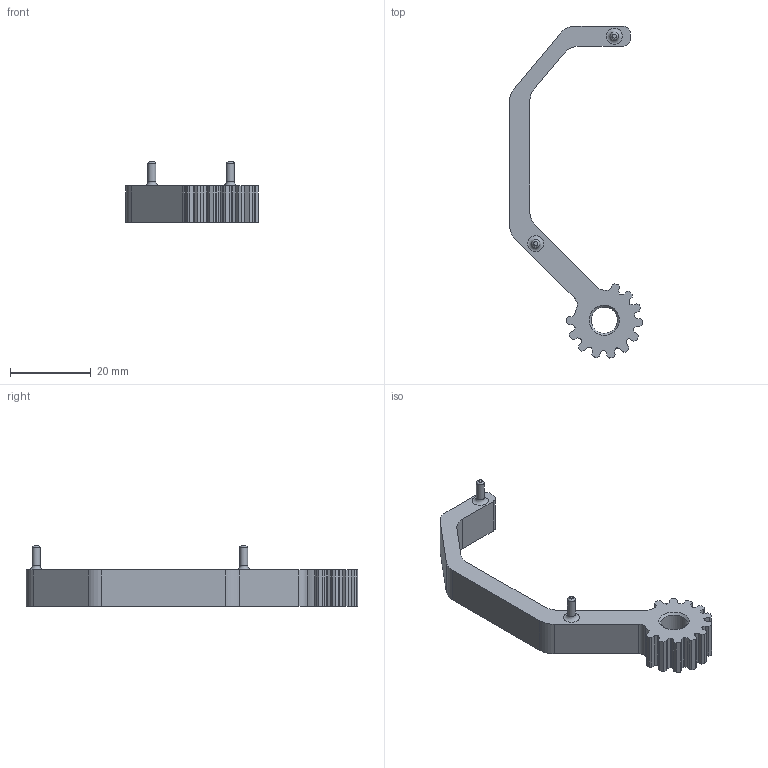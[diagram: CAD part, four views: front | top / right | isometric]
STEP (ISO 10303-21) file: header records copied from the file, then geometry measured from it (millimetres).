
FILE_DESCRIPTION(/* description */ (''),/* implementation_level */ '2;1');
FILE_NAME(/* name */ 'Gripper_Left.stp',/* time_stamp */ '2023-04-16T23:54:02-04:00',/* author */ (''),/* organization */ (''),/* preprocessor_version */ 'ST-DEVELOPER v18.102',/* originating_system */ 'SIEMENS PLM Software NX2206.6002',/* authorisation */ '');
FILE_SCHEMA (('AUTOMOTIVE_DESIGN { 1 0 10303 214 3 1 1 1 }'));
Length unit declared in the file: millimetre
Products named in the file (1): Gripper_Left
Bounding box: 32.94 x 82.36 x 15 mm (x, y, z)
Volume: 5837.1 mm3; surface area: 3852.3 mm2
Topology: 1 solids, 1 shells, 120 faces, 342 edges, 226 vertices
Faces by surface type: plane 89, cylinder 25, cone 2, torus 2, bspline 2
Full cylindrical faces by diameter (mm): 2 x2, 6.5 x1
Entity records: 3903 total; most frequent: CARTESIAN_POINT 734, ORIENTED_EDGE 666, DIRECTION 627, EDGE_CURVE 333, LINE 277, VECTOR 277, VERTEX_POINT 226, AXIS2_PLACEMENT_3D 175
